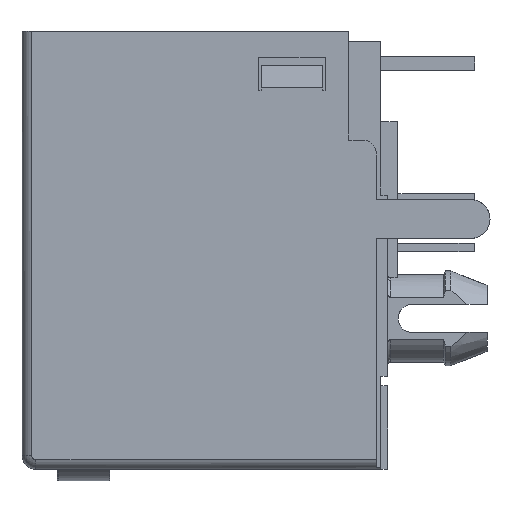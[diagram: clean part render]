
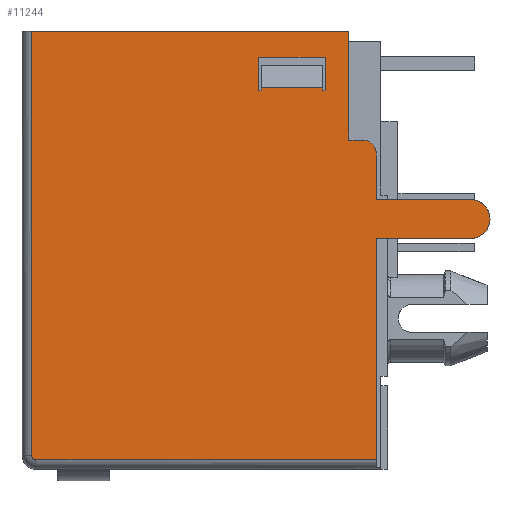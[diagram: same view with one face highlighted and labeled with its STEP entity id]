
A CAD part, left-side view. The second image highlights one B-rep face of the part: STEP entity #11244.
In plain terms, the highlighted planar face has unit normal (-1, 0, 0).
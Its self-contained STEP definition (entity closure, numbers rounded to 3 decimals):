
#5565=AXIS2_PLACEMENT_3D('Circle Axis2P3D',#5563,#5564,$) ;
#5658=AXIS2_PLACEMENT_3D('Circle Axis2P3D',#5656,#5657,$) ;
#11218=AXIS2_PLACEMENT_3D('Plane Axis2P3D',#11215,#11216,#11217) ;
#2199=CARTESIAN_POINT('Vertex',(-8.175,5.941,0.17)) ;
#2206=CARTESIAN_POINT('Vertex',(-8.175,5.785,0.014)) ;
#2210=CARTESIAN_POINT('Control Point',(-8.175,5.941,0.17)) ;
#2211=CARTESIAN_POINT('Control Point',(-8.175,5.941,0.11)) ;
#2212=CARTESIAN_POINT('Control Point',(-8.175,5.91,0.047)) ;
#2213=CARTESIAN_POINT('Control Point',(-8.175,5.846,0.014)) ;
#2214=CARTESIAN_POINT('Control Point',(-8.175,5.785,0.014)) ;
#2695=CARTESIAN_POINT('Vertex',(-8.175,-6.415,7.94)) ;
#2698=CARTESIAN_POINT('Line Origine',(-8.175,-6.415,3.977)) ;
#2702=CARTESIAN_POINT('Vertex',(-8.175,-6.415,0.014)) ;
#4547=CARTESIAN_POINT('Vertex',(-8.175,-5.426,15.37)) ;
#4601=CARTESIAN_POINT('Vertex',(-8.175,5.941,15.37)) ;
#4604=CARTESIAN_POINT('Line Origine',(-8.175,0.258,15.37)) ;
#4657=CARTESIAN_POINT('Line Origine',(-8.175,-5.426,13.42)) ;
#4661=CARTESIAN_POINT('Vertex',(-8.175,-5.426,11.47)) ;
#5109=CARTESIAN_POINT('Line Origine',(-8.175,5.941,15.674)) ;
#5532=CARTESIAN_POINT('Line Origine',(-8.175,-5.671,11.47)) ;
#5536=CARTESIAN_POINT('Vertex',(-8.175,-5.915,11.47)) ;
#5563=CARTESIAN_POINT('Axis2P3D Location',(-8.175,-5.915,10.97)) ;
#5567=CARTESIAN_POINT('Vertex',(-8.175,-6.415,10.97)) ;
#5594=CARTESIAN_POINT('Line Origine',(-8.175,-6.415,10.155)) ;
#5598=CARTESIAN_POINT('Vertex',(-8.175,-6.415,9.34)) ;
#5625=CARTESIAN_POINT('Line Origine',(-8.175,-8.1,9.34)) ;
#5629=CARTESIAN_POINT('Vertex',(-8.175,-9.785,9.34)) ;
#5656=CARTESIAN_POINT('Axis2P3D Location',(-8.175,-9.785,8.64)) ;
#5660=CARTESIAN_POINT('Vertex',(-8.175,-9.785,7.94)) ;
#5687=CARTESIAN_POINT('Line Origine',(-8.175,-8.1,7.94)) ;
#5715=CARTESIAN_POINT('Vertex',(-8.175,-4.586,14.44)) ;
#5718=CARTESIAN_POINT('Line Origine',(-8.175,-3.386,14.44)) ;
#5722=CARTESIAN_POINT('Vertex',(-8.175,-2.186,14.44)) ;
#5749=CARTESIAN_POINT('Line Origine',(-8.175,-2.186,13.84)) ;
#5753=CARTESIAN_POINT('Vertex',(-8.175,-2.186,13.24)) ;
#5780=CARTESIAN_POINT('Line Origine',(-8.175,-2.236,13.24)) ;
#5784=CARTESIAN_POINT('Vertex',(-8.175,-2.286,13.24)) ;
#5811=CARTESIAN_POINT('Line Origine',(-8.175,-2.286,13.29)) ;
#5815=CARTESIAN_POINT('Vertex',(-8.175,-2.286,13.34)) ;
#5842=CARTESIAN_POINT('Line Origine',(-8.175,-3.386,13.34)) ;
#5846=CARTESIAN_POINT('Vertex',(-8.175,-4.486,13.34)) ;
#5873=CARTESIAN_POINT('Line Origine',(-8.175,-4.486,13.29)) ;
#5877=CARTESIAN_POINT('Vertex',(-8.175,-4.486,13.24)) ;
#5904=CARTESIAN_POINT('Line Origine',(-8.175,-4.536,13.24)) ;
#5908=CARTESIAN_POINT('Vertex',(-8.175,-4.586,13.24)) ;
#5935=CARTESIAN_POINT('Line Origine',(-8.175,-4.586,13.84)) ;
#11171=CARTESIAN_POINT('Line Origine',(-8.175,-6.812,0.014)) ;
#11215=CARTESIAN_POINT('Axis2P3D Location',(-8.175,-2.272,7.692)) ;
#2699=DIRECTION('Vector Direction',(0.,0.,1.)) ;
#4605=DIRECTION('Vector Direction',(0.,1.,0.)) ;
#4658=DIRECTION('Vector Direction',(0.,0.,1.)) ;
#5110=DIRECTION('Vector Direction',(0.,0.,-1.)) ;
#5533=DIRECTION('Vector Direction',(0.,1.,0.)) ;
#5564=DIRECTION('Axis2P3D Direction',(-1.,0.,0.)) ;
#5595=DIRECTION('Vector Direction',(0.,0.,1.)) ;
#5626=DIRECTION('Vector Direction',(0.,1.,0.)) ;
#5657=DIRECTION('Axis2P3D Direction',(-1.,0.,0.)) ;
#5688=DIRECTION('Vector Direction',(0.,-1.,0.)) ;
#5719=DIRECTION('Vector Direction',(0.,-1.,0.)) ;
#5750=DIRECTION('Vector Direction',(0.,0.,1.)) ;
#5781=DIRECTION('Vector Direction',(0.,1.,0.)) ;
#5812=DIRECTION('Vector Direction',(0.,0.,-1.)) ;
#5843=DIRECTION('Vector Direction',(0.,1.,0.)) ;
#5874=DIRECTION('Vector Direction',(0.,0.,1.)) ;
#5905=DIRECTION('Vector Direction',(0.,1.,0.)) ;
#5936=DIRECTION('Vector Direction',(0.,0.,-1.)) ;
#11172=DIRECTION('Vector Direction',(0.,1.,0.)) ;
#11216=DIRECTION('Axis2P3D Direction',(1.,0.,0.)) ;
#11217=DIRECTION('Axis2P3D XDirection',(0.,0.,-1.)) ;
#2700=VECTOR('Line Direction',#2699,1.) ;
#4606=VECTOR('Line Direction',#4605,1.) ;
#4659=VECTOR('Line Direction',#4658,1.) ;
#5111=VECTOR('Line Direction',#5110,1.) ;
#5534=VECTOR('Line Direction',#5533,1.) ;
#5596=VECTOR('Line Direction',#5595,1.) ;
#5627=VECTOR('Line Direction',#5626,1.) ;
#5689=VECTOR('Line Direction',#5688,1.) ;
#5720=VECTOR('Line Direction',#5719,1.) ;
#5751=VECTOR('Line Direction',#5750,1.) ;
#5782=VECTOR('Line Direction',#5781,1.) ;
#5813=VECTOR('Line Direction',#5812,1.) ;
#5844=VECTOR('Line Direction',#5843,1.) ;
#5875=VECTOR('Line Direction',#5874,1.) ;
#5906=VECTOR('Line Direction',#5905,1.) ;
#5937=VECTOR('Line Direction',#5936,1.) ;
#11173=VECTOR('Line Direction',#11172,1.) ;
#11221=ORIENTED_EDGE('',*,*,#11175,.F.) ;
#11222=ORIENTED_EDGE('',*,*,#2704,.T.) ;
#11223=ORIENTED_EDGE('',*,*,#5691,.T.) ;
#11224=ORIENTED_EDGE('',*,*,#5662,.F.) ;
#11225=ORIENTED_EDGE('',*,*,#5631,.T.) ;
#11226=ORIENTED_EDGE('',*,*,#5600,.T.) ;
#11227=ORIENTED_EDGE('',*,*,#5569,.F.) ;
#11228=ORIENTED_EDGE('',*,*,#5538,.T.) ;
#11229=ORIENTED_EDGE('',*,*,#4663,.T.) ;
#11230=ORIENTED_EDGE('',*,*,#4608,.T.) ;
#11231=ORIENTED_EDGE('',*,*,#5113,.T.) ;
#11232=ORIENTED_EDGE('',*,*,#2215,.T.) ;
#11235=ORIENTED_EDGE('',*,*,#5910,.T.) ;
#11236=ORIENTED_EDGE('',*,*,#5879,.T.) ;
#11237=ORIENTED_EDGE('',*,*,#5848,.T.) ;
#11238=ORIENTED_EDGE('',*,*,#5817,.T.) ;
#11239=ORIENTED_EDGE('',*,*,#5786,.T.) ;
#11240=ORIENTED_EDGE('',*,*,#5755,.T.) ;
#11241=ORIENTED_EDGE('',*,*,#5724,.T.) ;
#11242=ORIENTED_EDGE('',*,*,#5939,.T.) ;
#11243=FACE_BOUND('',#11234,.T.) ;
#11244=ADVANCED_FACE('MANIFOLD_SOLID_BREP #13285',(#11233,#11243),#11219,.F.) ;
#2209=B_SPLINE_CURVE_WITH_KNOTS('',4,(#2210,#2211,#2212,#2213,#2214),.UNSPECIFIED.,.F.,.U.,(5,5),(0.,0.349),.UNSPECIFIED.) ;
#5566=CIRCLE('generated circle',#5565,0.5) ;
#5659=CIRCLE('generated circle',#5658,0.7) ;
#2215=EDGE_CURVE('',#2200,#2207,#2209,.T.) ;
#2704=EDGE_CURVE('',#2703,#2696,#2701,.T.) ;
#4608=EDGE_CURVE('',#4548,#4602,#4607,.T.) ;
#4663=EDGE_CURVE('',#4662,#4548,#4660,.T.) ;
#5113=EDGE_CURVE('',#4602,#2200,#5112,.T.) ;
#5538=EDGE_CURVE('',#5537,#4662,#5535,.T.) ;
#5569=EDGE_CURVE('',#5537,#5568,#5566,.F.) ;
#5600=EDGE_CURVE('',#5599,#5568,#5597,.T.) ;
#5631=EDGE_CURVE('',#5630,#5599,#5628,.T.) ;
#5662=EDGE_CURVE('',#5630,#5661,#5659,.F.) ;
#5691=EDGE_CURVE('',#2696,#5661,#5690,.T.) ;
#5724=EDGE_CURVE('',#5723,#5716,#5721,.T.) ;
#5755=EDGE_CURVE('',#5754,#5723,#5752,.T.) ;
#5786=EDGE_CURVE('',#5785,#5754,#5783,.T.) ;
#5817=EDGE_CURVE('',#5816,#5785,#5814,.T.) ;
#5848=EDGE_CURVE('',#5847,#5816,#5845,.T.) ;
#5879=EDGE_CURVE('',#5878,#5847,#5876,.T.) ;
#5910=EDGE_CURVE('',#5909,#5878,#5907,.T.) ;
#5939=EDGE_CURVE('',#5716,#5909,#5938,.T.) ;
#11175=EDGE_CURVE('',#2703,#2207,#11174,.T.) ;
#11220=EDGE_LOOP('',(#11221,#11222,#11223,#11224,#11225,#11226,#11227,#11228,#11229,#11230,#11231,#11232)) ;
#11234=EDGE_LOOP('',(#11235,#11236,#11237,#11238,#11239,#11240,#11241,#11242)) ;
#11233=FACE_OUTER_BOUND('',#11220,.T.) ;
#2701=LINE('Line',#2698,#2700) ;
#4607=LINE('Line',#4604,#4606) ;
#4660=LINE('Line',#4657,#4659) ;
#5112=LINE('Line',#5109,#5111) ;
#5535=LINE('Line',#5532,#5534) ;
#5597=LINE('Line',#5594,#5596) ;
#5628=LINE('Line',#5625,#5627) ;
#5690=LINE('Line',#5687,#5689) ;
#5721=LINE('Line',#5718,#5720) ;
#5752=LINE('Line',#5749,#5751) ;
#5783=LINE('Line',#5780,#5782) ;
#5814=LINE('Line',#5811,#5813) ;
#5845=LINE('Line',#5842,#5844) ;
#5876=LINE('Line',#5873,#5875) ;
#5907=LINE('Line',#5904,#5906) ;
#5938=LINE('Line',#5935,#5937) ;
#11174=LINE('Line',#11171,#11173) ;
#11219=PLANE('',#11218) ;
#2200=VERTEX_POINT('',#2199) ;
#2207=VERTEX_POINT('',#2206) ;
#2696=VERTEX_POINT('',#2695) ;
#2703=VERTEX_POINT('',#2702) ;
#4548=VERTEX_POINT('',#4547) ;
#4602=VERTEX_POINT('',#4601) ;
#4662=VERTEX_POINT('',#4661) ;
#5537=VERTEX_POINT('',#5536) ;
#5568=VERTEX_POINT('',#5567) ;
#5599=VERTEX_POINT('',#5598) ;
#5630=VERTEX_POINT('',#5629) ;
#5661=VERTEX_POINT('',#5660) ;
#5716=VERTEX_POINT('',#5715) ;
#5723=VERTEX_POINT('',#5722) ;
#5754=VERTEX_POINT('',#5753) ;
#5785=VERTEX_POINT('',#5784) ;
#5816=VERTEX_POINT('',#5815) ;
#5847=VERTEX_POINT('',#5846) ;
#5878=VERTEX_POINT('',#5877) ;
#5909=VERTEX_POINT('',#5908) ;
